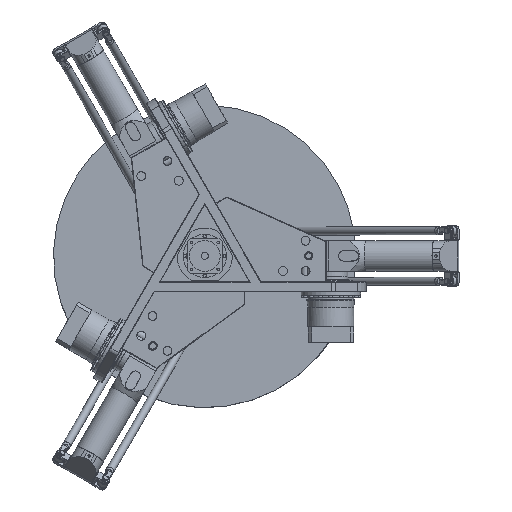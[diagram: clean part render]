
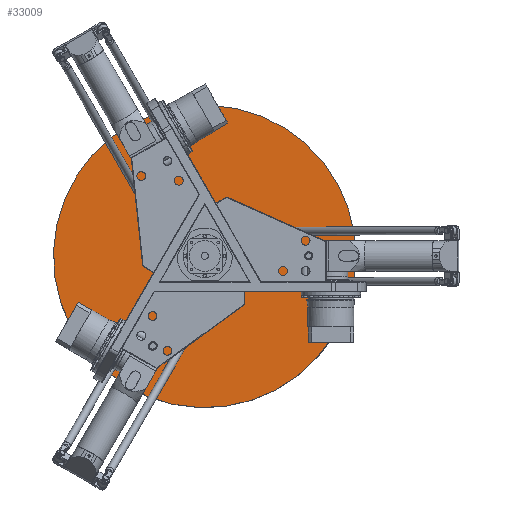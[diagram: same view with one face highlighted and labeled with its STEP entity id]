
A CAD part, top view. The second image highlights one B-rep face of the part: STEP entity #33009.
In plain terms, the highlighted face is planar.
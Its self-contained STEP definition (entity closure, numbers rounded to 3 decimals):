
#2448=PLANE('',#36818);
#4416=FACE_OUTER_BOUND('',#6796,.T.);
#6796=EDGE_LOOP('',(#29799));
#13291=CIRCLE('',#36816,300.);
#16173=VERTEX_POINT('',#66381);
#20714=EDGE_CURVE('',#16173,#16173,#13291,.T.);
#29799=ORIENTED_EDGE('',*,*,#20714,.T.);
#33009=ADVANCED_FACE('',(#4416),#2448,.T.);
#36816=AXIS2_PLACEMENT_3D('',#66382,#46142,#46143);
#36818=AXIS2_PLACEMENT_3D('',#66386,#46147,#46148);
#46142=DIRECTION('center_axis',(0.,1.,0.));
#46143=DIRECTION('ref_axis',(-1.,0.,0.));
#46147=DIRECTION('center_axis',(0.,1.,0.));
#46148=DIRECTION('ref_axis',(0.,0.,1.));
#66381=CARTESIAN_POINT('',(300.,207.,0.));
#66382=CARTESIAN_POINT('Origin',(0.,207.,0.));
#66386=CARTESIAN_POINT('Origin',(-150.,207.,0.));
